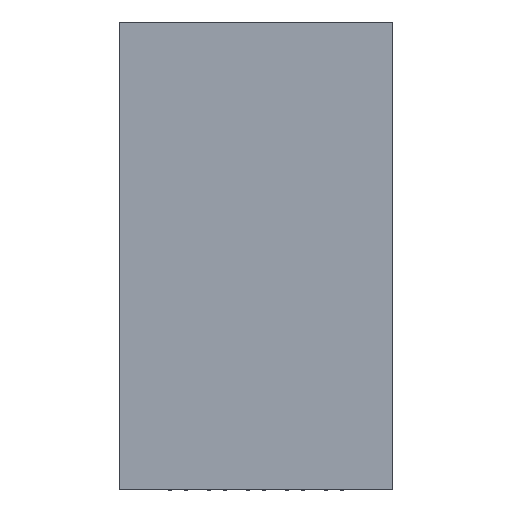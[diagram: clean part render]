
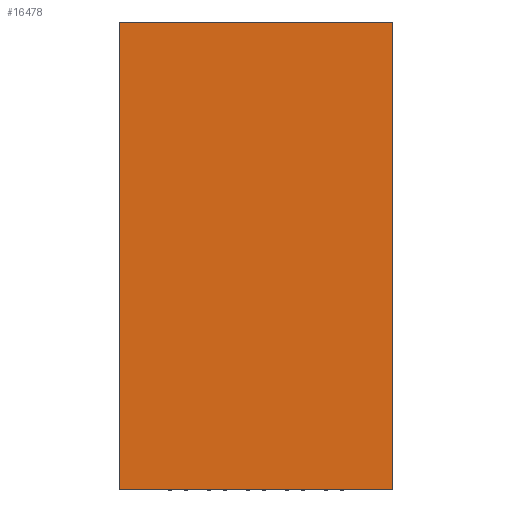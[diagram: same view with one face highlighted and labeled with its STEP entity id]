
A CAD part, top view. The second image highlights one B-rep face of the part: STEP entity #16478.
In plain terms, the highlighted face is planar.
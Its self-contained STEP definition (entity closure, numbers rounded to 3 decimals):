
#14544=DIRECTION('',(1.,0.,0.));
#14545=VECTOR('',#14544,3.5);
#14546=CARTESIAN_POINT('',(-1.75,0.975,3.));
#14547=LINE('',#14546,#14545);
#14551=DIRECTION('',(0.,0.,1.));
#14552=VECTOR('',#14551,6.);
#14553=CARTESIAN_POINT('',(-1.75,0.975,-3.));
#14554=LINE('',#14553,#14552);
#14558=DIRECTION('',(-1.,0.,0.));
#14559=VECTOR('',#14558,3.5);
#14560=CARTESIAN_POINT('',(1.75,0.975,-3.));
#14561=LINE('',#14560,#14559);
#14565=DIRECTION('',(0.,0.,-1.));
#14566=VECTOR('',#14565,6.);
#14567=CARTESIAN_POINT('',(1.75,0.975,3.));
#14568=LINE('',#14567,#14566);
#15202=CARTESIAN_POINT('',(-1.75,0.975,3.));
#15203=CARTESIAN_POINT('',(1.75,0.975,3.));
#15204=VERTEX_POINT('',#15202);
#15205=VERTEX_POINT('',#15203);
#15206=CARTESIAN_POINT('',(1.75,0.975,-3.));
#15207=VERTEX_POINT('',#15206);
#15208=CARTESIAN_POINT('',(-1.75,0.975,-3.));
#15209=VERTEX_POINT('',#15208);
#16465=CARTESIAN_POINT('',(0.,0.975,0.));
#16466=DIRECTION('',(0.,1.,0.));
#16467=DIRECTION('',(1.,0.,0.));
#16468=AXIS2_PLACEMENT_3D('',#16465,#16466,#16467);
#16469=PLANE('',#16468);
#16470=ORIENTED_EDGE('',*,*,#16406,.F.);
#16471=ORIENTED_EDGE('',*,*,#16020,.F.);
#16473=ORIENTED_EDGE('',*,*,#16472,.F.);
#16475=ORIENTED_EDGE('',*,*,#16474,.F.);
#16476=EDGE_LOOP('',(#16470,#16471,#16473,#16475));
#16477=FACE_OUTER_BOUND('',#16476,.F.);
#16478=ADVANCED_FACE('',(#16477),#16469,.T.);
#16020=EDGE_CURVE('',#15209,#15204,#14554,.T.);
#16406=EDGE_CURVE('',#15204,#15205,#14547,.T.);
#16472=EDGE_CURVE('',#15207,#15209,#14561,.T.);
#16474=EDGE_CURVE('',#15205,#15207,#14568,.T.);
